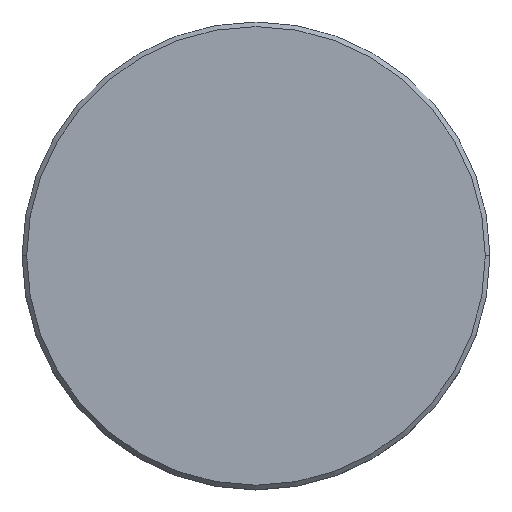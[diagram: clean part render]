
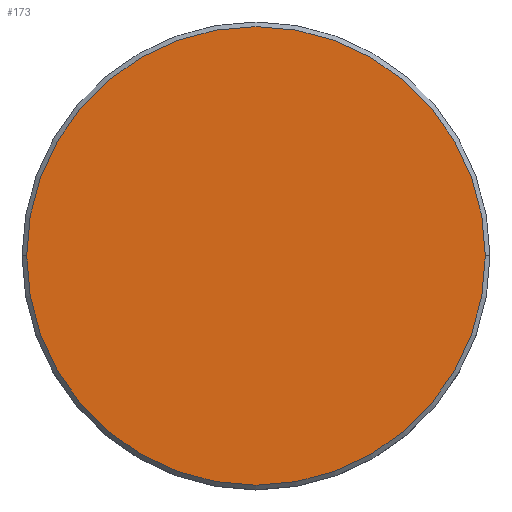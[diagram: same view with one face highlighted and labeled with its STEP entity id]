
A CAD part, top view. The second image highlights one B-rep face of the part: STEP entity #173.
In plain terms, the highlighted planar face has unit normal (0, 0, 1).
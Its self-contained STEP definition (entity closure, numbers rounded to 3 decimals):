
#5 = DIRECTION ( 'NONE',  ( 0., 0., 1. ) ) ;
#7 = AXIS2_PLACEMENT_3D ( 'NONE', #75, #260, #182 ) ;
#13 = VERTEX_POINT ( 'NONE', #46 ) ;
#37 = ORIENTED_EDGE ( 'NONE', *, *, #76, .T. ) ;
#46 = CARTESIAN_POINT ( 'NONE',  ( -12.45, 0., 3. ) ) ;
#65 = FACE_OUTER_BOUND ( 'NONE', #90, .T. ) ;
#73 = ORIENTED_EDGE ( 'NONE', *, *, #136, .T. ) ;
#75 = CARTESIAN_POINT ( 'NONE',  ( 0., 0., 3. ) ) ;
#76 = EDGE_CURVE ( 'NONE', #154, #13, #119, .T. ) ;
#90 = EDGE_LOOP ( 'NONE', ( #73, #37 ) ) ;
#91 = CARTESIAN_POINT ( 'NONE',  ( 0., 0., 3. ) ) ;
#97 = DIRECTION ( 'NONE',  ( 1., 0., 0. ) ) ;
#98 = AXIS2_PLACEMENT_3D ( 'NONE', #201, #5, #121 ) ;
#119 = CIRCLE ( 'NONE', #206, 12.45 ) ;
#121 = DIRECTION ( 'NONE',  ( 1., 0., 0. ) ) ;
#136 = EDGE_CURVE ( 'NONE', #13, #154, #210, .T. ) ;
#154 = VERTEX_POINT ( 'NONE', #237 ) ;
#161 = PLANE ( 'NONE',  #7 ) ;
#173 = ADVANCED_FACE ( 'NONE', ( #65 ), #161, .T. ) ;
#182 = DIRECTION ( 'NONE',  ( 1., 0., 0. ) ) ;
#201 = CARTESIAN_POINT ( 'NONE',  ( 0., 0., 3. ) ) ;
#206 = AXIS2_PLACEMENT_3D ( 'NONE', #91, #234, #97 ) ;
#210 = CIRCLE ( 'NONE', #98, 12.45 ) ;
#234 = DIRECTION ( 'NONE',  ( 0., 0., 1. ) ) ;
#237 = CARTESIAN_POINT ( 'NONE',  ( 12.45, 0., 3. ) ) ;
#260 = DIRECTION ( 'NONE',  ( 0., 0., 1. ) ) ;
